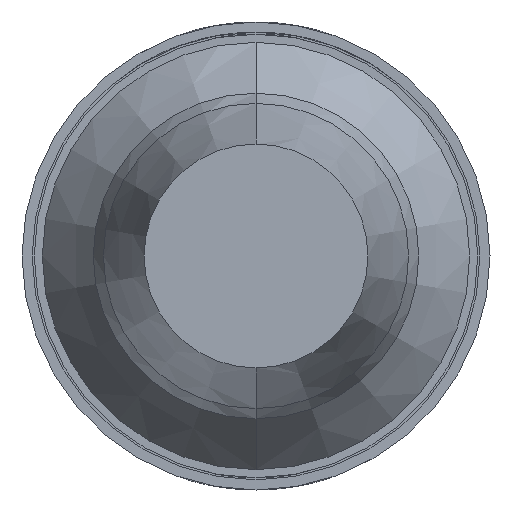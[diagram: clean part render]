
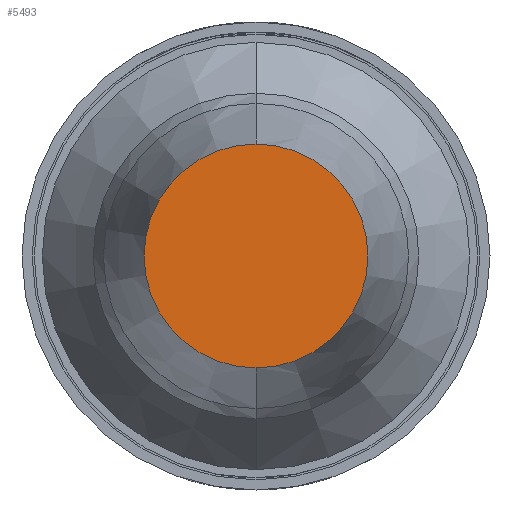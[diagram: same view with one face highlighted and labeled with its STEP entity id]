
A CAD part, front view. The second image highlights one B-rep face of the part: STEP entity #5493.
In plain terms, the highlighted planar face has unit normal (0, -1, 0).
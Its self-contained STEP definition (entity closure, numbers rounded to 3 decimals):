
#312 = EDGE_LOOP ( 'NONE', ( #2022, #708 ) ) ;
#442 = DIRECTION ( 'NONE',  ( 0., 1., 0. ) ) ;
#708 = ORIENTED_EDGE ( 'NONE', *, *, #4192, .F. ) ;
#935 = DIRECTION ( 'NONE',  ( 0., 0., 1. ) ) ;
#1075 = CARTESIAN_POINT ( 'NONE',  ( 0., -36.5, 0.55 ) ) ;
#1300 = DIRECTION ( 'NONE',  ( 0., 1., 0. ) ) ;
#1339 = DIRECTION ( 'NONE',  ( 0., 0., 1. ) ) ;
#2022 = ORIENTED_EDGE ( 'NONE', *, *, #4723, .F. ) ;
#2043 = CARTESIAN_POINT ( 'NONE',  ( 0., -36.5, 0. ) ) ;
#2190 = AXIS2_PLACEMENT_3D ( 'NONE', #6064, #442, #935 ) ;
#2450 = FACE_OUTER_BOUND ( 'NONE', #312, .T. ) ;
#3274 = CIRCLE ( 'NONE', #5443, 0.55 ) ;
#3633 = AXIS2_PLACEMENT_3D ( 'NONE', #3894, #1300, #1339 ) ;
#3894 = CARTESIAN_POINT ( 'NONE',  ( 0., -36.5, 0. ) ) ;
#4062 = DIRECTION ( 'NONE',  ( 0., 0., 1. ) ) ;
#4192 = EDGE_CURVE ( 'Defeature ausgef�hrt2_5+Defeature ausgef�hrt2_4+Defeature ausgef�hrt2_4+Defeature ausgef�hrt2_4', #4529, #4383, #3274, .T. ) ;
#4383 = VERTEX_POINT ( 'NONE', #1075 ) ;
#4529 = VERTEX_POINT ( 'NONE', #5387 ) ;
#4723 = EDGE_CURVE ( 'Defeature ausgef�hrt2_5+Defeature ausgef�hrt2_4+Defeature ausgef�hrt2_4+Defeature ausgef�hrt2_4', #4383, #4529, #5160, .T. ) ;
#5160 = CIRCLE ( 'NONE', #2190, 0.55 ) ;
#5387 = CARTESIAN_POINT ( 'NONE',  ( 0., -36.5, -0.55 ) ) ;
#5443 = AXIS2_PLACEMENT_3D ( 'NONE', #2043, #6159, #4062 ) ;
#5493 = ADVANCED_FACE ( 'Defeature ausgef�hrt2_4', ( #2450 ), #5863, .F. ) ;
#5863 = PLANE ( 'NONE',  #3633 ) ;
#6064 = CARTESIAN_POINT ( 'NONE',  ( 0., -36.5, 0. ) ) ;
#6159 = DIRECTION ( 'NONE',  ( 0., 1., 0. ) ) ;
